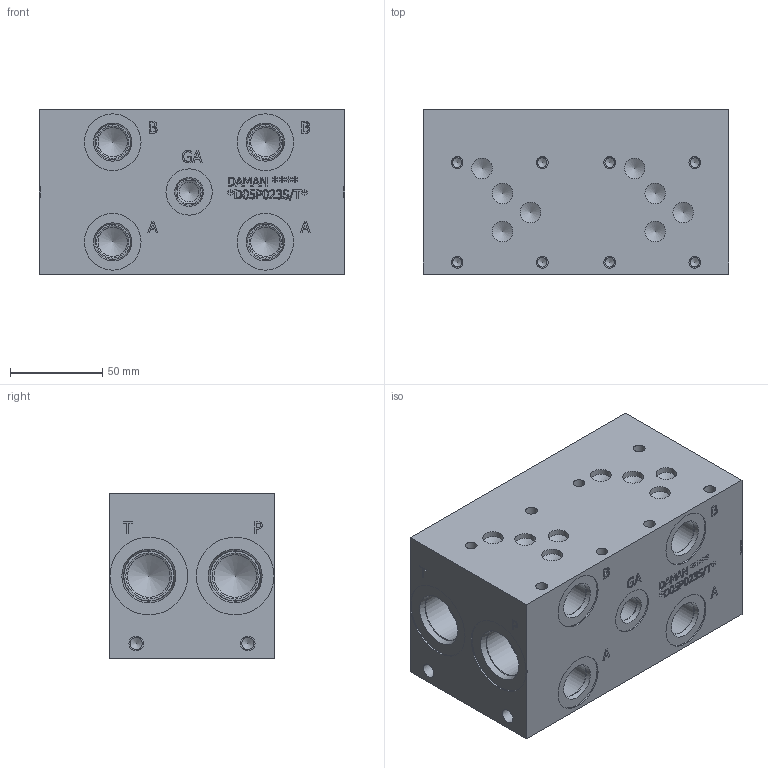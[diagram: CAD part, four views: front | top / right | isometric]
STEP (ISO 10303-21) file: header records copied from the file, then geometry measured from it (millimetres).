
FILE_DESCRIPTION(/* description */ (''),/* implementation_level */ '2;1');
FILE_NAME(/* name */ '_D05P023S_T_.stp',/* time_stamp */ '2021-06-24T15:32:24-04:00',/* author */ ('anthonyv'),/* organization */ (''),/* preprocessor_version */ 'ST-DEVELOPER v18.1',/* originating_system */ 'Autodesk Inventor 2021',/* authorisation */ '');
FILE_SCHEMA (('AUTOMOTIVE_DESIGN { 1 0 10303 214 3 1 1 }'));
Length unit declared in the file: millimetre
Products named in the file (1): Part_AD05P023S_3D
Bounding box: 165.1 x 88.9 x 88.9 mm (x, y, z)
Volume: 1190454.4 mm3; surface area: 96905.4 mm2
Topology: 1 solids, 1 shells, 683 faces, 1866 edges, 1262 vertices
Faces by surface type: plane 385, bspline 165, cylinder 77, cone 56
Full cylindrical faces by diameter (mm): 5.105 x8, 6.35 x8, 6.528 x4, 7.925 x4, 10.719 x1, 11.125 x8, 12.9 x1, 14.275 x1, 14.529 x1, 15.875 x4, 17.501 x4, 19.05 x4, 19.253 x4, 23.012 x4, 24.917 x4, 25.019 x1, 26.99 x2, 27 x2, 27.432 x4, 30.632 x4, 42.037 x4
Entity records: 22890 total; most frequent: CARTESIAN_POINT 5928, ORIENTED_EDGE 3674, DIRECTION 2836, EDGE_CURVE 1837, VERTEX_POINT 1262, LINE 1216, VECTOR 1216, AXIS2_PLACEMENT_3D 810
